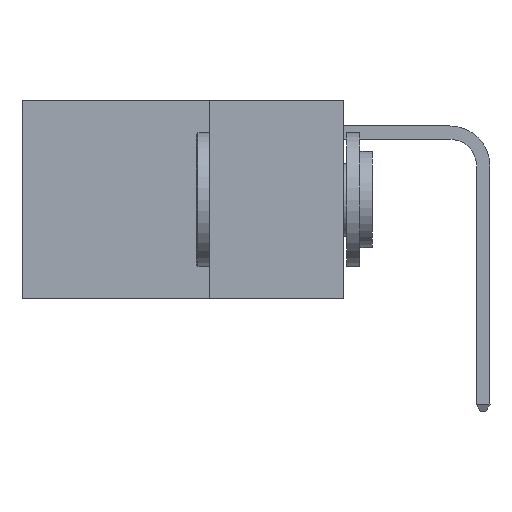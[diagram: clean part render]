
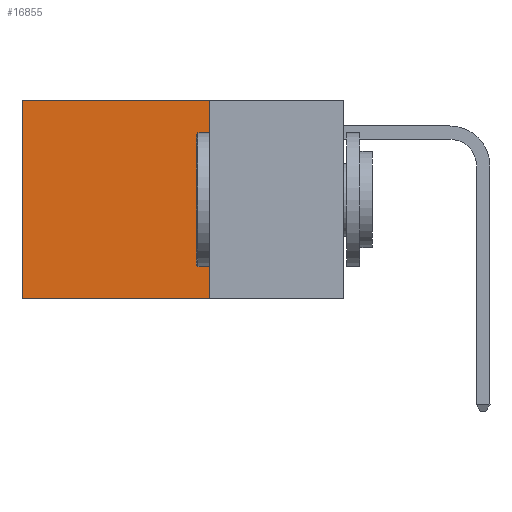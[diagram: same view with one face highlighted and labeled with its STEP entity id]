
A CAD part, left-side view. The second image highlights one B-rep face of the part: STEP entity #16855.
In plain terms, the highlighted planar face has unit normal (-1, 0, 0).
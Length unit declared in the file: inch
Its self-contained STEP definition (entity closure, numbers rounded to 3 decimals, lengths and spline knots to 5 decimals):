
#219 = VERTEX_POINT ( 'NONE', #18417 ) ;
#356 = ORIENTED_EDGE ( 'NONE', *, *, #15943, .F. ) ;
#1717 = CARTESIAN_POINT ( 'NONE',  ( 0.2625, 0.25, 0. ) ) ;
#2517 = ORIENTED_EDGE ( 'NONE', *, *, #17282, .T. ) ;
#3371 = LINE ( 'NONE', #8334, #5513 ) ;
#3906 = CARTESIAN_POINT ( 'NONE',  ( 0.2625, 0.6, 0. ) ) ;
#4717 = DIRECTION ( 'NONE',  ( 1., 0., 0. ) ) ;
#5513 = VECTOR ( 'NONE', #18319, 39.37008 ) ;
#5844 = EDGE_LOOP ( 'NONE', ( #2517, #8269, #356, #7300 ) ) ;
#6760 = VERTEX_POINT ( 'NONE', #16621 ) ;
#7220 = LINE ( 'NONE', #7445, #14276 ) ;
#7300 = ORIENTED_EDGE ( 'NONE', *, *, #9627, .T. ) ;
#7445 = CARTESIAN_POINT ( 'NONE',  ( 0.2625, 0.25, 0. ) ) ;
#8269 = ORIENTED_EDGE ( 'NONE', *, *, #16944, .F. ) ;
#8334 = CARTESIAN_POINT ( 'NONE',  ( 0.2625, 0.6, 0. ) ) ;
#8899 = VERTEX_POINT ( 'NONE', #3906 ) ;
#9627 = EDGE_CURVE ( 'NONE', #219, #8899, #18772, .T. ) ;
#11505 = CARTESIAN_POINT ( 'NONE',  ( 0.2625, 0.25, -0.37 ) ) ;
#11674 = FACE_OUTER_BOUND ( 'NONE', #5844, .T. ) ;
#11770 = CARTESIAN_POINT ( 'NONE',  ( 0.2625, 0.25, 0. ) ) ;
#12114 = DIRECTION ( 'NONE',  ( 0., 1., 0. ) ) ;
#13437 = DIRECTION ( 'NONE',  ( 0., 1., 0. ) ) ;
#13952 = DIRECTION ( 'NONE',  ( 0., 0., -1. ) ) ;
#14276 = VECTOR ( 'NONE', #13952, 39.37008 ) ;
#14366 = VECTOR ( 'NONE', #13437, 39.37008 ) ;
#15003 = LINE ( 'NONE', #20133, #17518 ) ;
#15943 = EDGE_CURVE ( 'NONE', #219, #18861, #7220, .T. ) ;
#16246 = PLANE ( 'NONE',  #20346 ) ;
#16570 = DIRECTION ( 'NONE',  ( 0., 0., -1. ) ) ;
#16621 = CARTESIAN_POINT ( 'NONE',  ( 0.2625, 0.6, -0.37 ) ) ;
#16855 = ADVANCED_FACE ( 'NONE', ( #11674 ), #16246, .F. ) ;
#16944 = EDGE_CURVE ( 'NONE', #18861, #6760, #15003, .T. ) ;
#17282 = EDGE_CURVE ( 'NONE', #8899, #6760, #3371, .T. ) ;
#17518 = VECTOR ( 'NONE', #12114, 39.37008 ) ;
#18319 = DIRECTION ( 'NONE',  ( 0., 0., -1. ) ) ;
#18417 = CARTESIAN_POINT ( 'NONE',  ( 0.2625, 0.25, 0. ) ) ;
#18772 = LINE ( 'NONE', #1717, #14366 ) ;
#18861 = VERTEX_POINT ( 'NONE', #11505 ) ;
#20133 = CARTESIAN_POINT ( 'NONE',  ( 0.2625, 0.25, -0.37 ) ) ;
#20346 = AXIS2_PLACEMENT_3D ( 'NONE', #11770, #4717, #16570 ) ;
